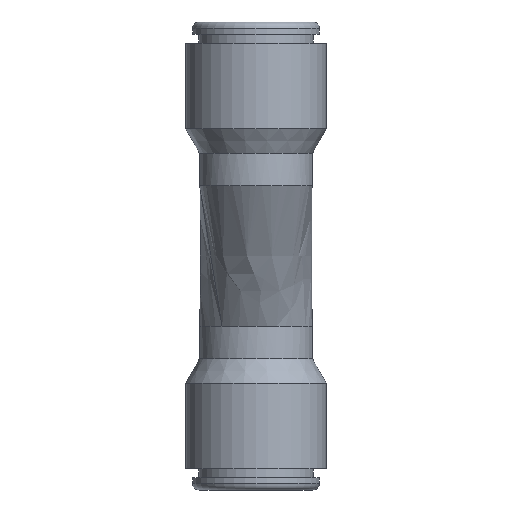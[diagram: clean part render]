
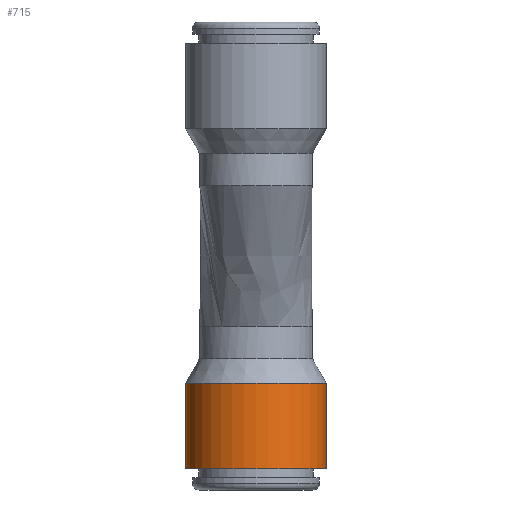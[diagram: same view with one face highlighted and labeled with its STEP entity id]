
A CAD part, front view. The second image highlights one B-rep face of the part: STEP entity #715.
In plain terms, the highlighted cylindrical face has radius 8.001 mm (diameter 16.002 mm), a full revolution.
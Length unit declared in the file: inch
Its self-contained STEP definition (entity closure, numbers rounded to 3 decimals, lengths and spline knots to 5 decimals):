
#68=FACE_OUTER_BOUND('',#115,.T.);
#115=EDGE_LOOP('',(#504,#505,#506,#507,#508));
#173=LINE('',#1165,#210);
#210=VECTOR('',#925,0.315);
#257=CIRCLE('',#791,0.315);
#258=CIRCLE('',#792,0.315);
#259=CIRCLE('',#793,0.315);
#318=VERTEX_POINT('',#1160);
#319=VERTEX_POINT('',#1161);
#320=VERTEX_POINT('',#1164);
#392=EDGE_CURVE('',#318,#319,#257,.T.);
#393=EDGE_CURVE('',#319,#318,#258,.T.);
#394=EDGE_CURVE('',#319,#320,#173,.T.);
#395=EDGE_CURVE('',#320,#320,#259,.T.);
#504=ORIENTED_EDGE('',*,*,#392,.F.);
#505=ORIENTED_EDGE('',*,*,#393,.F.);
#506=ORIENTED_EDGE('',*,*,#394,.T.);
#507=ORIENTED_EDGE('',*,*,#395,.T.);
#508=ORIENTED_EDGE('',*,*,#394,.F.);
#695=CYLINDRICAL_SURFACE('',#790,0.315);
#715=ADVANCED_FACE('',(#68),#695,.T.);
#790=AXIS2_PLACEMENT_3D('',#1159,#919,#920);
#791=AXIS2_PLACEMENT_3D('',#1162,#921,#922);
#792=AXIS2_PLACEMENT_3D('',#1163,#923,#924);
#793=AXIS2_PLACEMENT_3D('',#1166,#926,#927);
#919=DIRECTION('center_axis',(0.,0.,1.));
#920=DIRECTION('ref_axis',(1.,0.,0.));
#921=DIRECTION('center_axis',(0.,0.,1.));
#922=DIRECTION('ref_axis',(1.,0.,0.));
#923=DIRECTION('center_axis',(0.,0.,1.));
#924=DIRECTION('ref_axis',(1.,0.,0.));
#925=DIRECTION('',(0.,0.,-1.));
#926=DIRECTION('center_axis',(0.,0.,1.));
#927=DIRECTION('ref_axis',(1.,0.,0.));
#1159=CARTESIAN_POINT('Origin',(0.,0.,0.));
#1160=CARTESIAN_POINT('',(0.315,0.,-0.56892));
#1161=CARTESIAN_POINT('',(-0.315,0.,-0.56892));
#1162=CARTESIAN_POINT('Origin',(0.,0.,-0.56892));
#1163=CARTESIAN_POINT('Origin',(0.,0.,-0.56892));
#1164=CARTESIAN_POINT('',(-0.315,0.,-0.95));
#1165=CARTESIAN_POINT('',(-0.315,0.,0.));
#1166=CARTESIAN_POINT('Origin',(0.,0.,-0.95));
